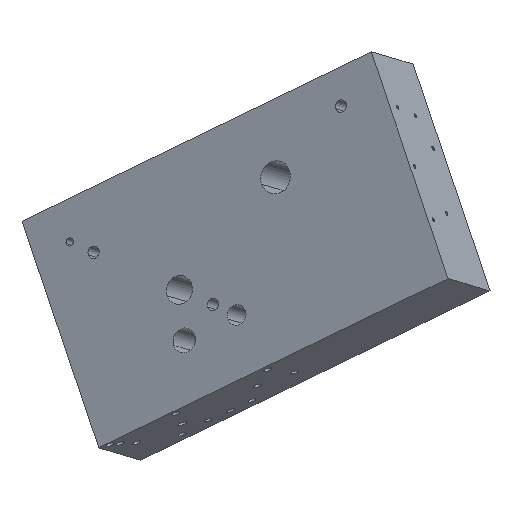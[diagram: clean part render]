
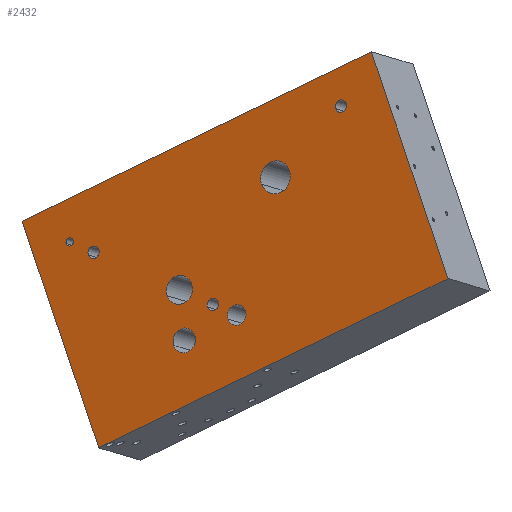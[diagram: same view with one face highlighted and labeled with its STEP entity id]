
A CAD part, front view. The second image highlights one B-rep face of the part: STEP entity #2432.
In plain terms, the highlighted face is planar.
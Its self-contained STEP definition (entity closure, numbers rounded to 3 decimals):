
#1=DIRECTION('',(1.,0.,0.));
#2=VECTOR('',#1,100.);
#3=CARTESIAN_POINT('',(0.,0.,0.));
#4=LINE('',#3,#2);
#5=DIRECTION('',(0.,0.,-1.));
#6=VECTOR('',#5,60.);
#7=CARTESIAN_POINT('',(100.,0.,0.));
#8=LINE('',#7,#6);
#9=DIRECTION('',(-1.,0.,0.));
#10=VECTOR('',#9,100.);
#11=CARTESIAN_POINT('',(100.,0.,-60.));
#12=LINE('',#11,#10);
#13=DIRECTION('',(0.,0.,1.));
#14=VECTOR('',#13,60.);
#15=CARTESIAN_POINT('',(0.,0.,-60.));
#16=LINE('',#15,#14);
#17=CARTESIAN_POINT('',(15.,0.,-15.));
#18=DIRECTION('',(0.,1.,0.));
#19=DIRECTION('',(1.,0.,0.));
#20=AXIS2_PLACEMENT_3D('',#17,#18,#19);
#22=CARTESIAN_POINT('',(15.,0.,-15.));
#23=DIRECTION('',(0.,1.,0.));
#24=DIRECTION('',(-1.,0.,0.));
#25=AXIS2_PLACEMENT_3D('',#22,#23,#24);
#27=CARTESIAN_POINT('',(10.,0.,-10.));
#28=DIRECTION('',(0.,1.,0.));
#29=DIRECTION('',(1.,0.,0.));
#30=AXIS2_PLACEMENT_3D('',#27,#28,#29);
#32=CARTESIAN_POINT('',(10.,0.,-10.));
#33=DIRECTION('',(0.,1.,0.));
#34=DIRECTION('',(-1.,0.,0.));
#35=AXIS2_PLACEMENT_3D('',#32,#33,#34);
#37=CARTESIAN_POINT('',(30.,0.,-45.));
#38=DIRECTION('',(0.,1.,0.));
#39=DIRECTION('',(1.,0.,0.));
#40=AXIS2_PLACEMENT_3D('',#37,#38,#39);
#42=CARTESIAN_POINT('',(30.,0.,-45.));
#43=DIRECTION('',(0.,1.,0.));
#44=DIRECTION('',(-1.,0.,0.));
#45=AXIS2_PLACEMENT_3D('',#42,#43,#44);
#47=CARTESIAN_POINT('',(33.,0.,-33.));
#48=DIRECTION('',(0.,1.,0.));
#49=DIRECTION('',(1.,0.,0.));
#50=AXIS2_PLACEMENT_3D('',#47,#48,#49);
#52=CARTESIAN_POINT('',(33.,0.,-33.));
#53=DIRECTION('',(0.,1.,0.));
#54=DIRECTION('',(-1.,0.,0.));
#55=AXIS2_PLACEMENT_3D('',#52,#53,#54);
#57=CARTESIAN_POINT('',(45.,0.,-45.));
#58=DIRECTION('',(0.,1.,0.));
#59=DIRECTION('',(1.,0.,0.));
#60=AXIS2_PLACEMENT_3D('',#57,#58,#59);
#62=CARTESIAN_POINT('',(45.,0.,-45.));
#63=DIRECTION('',(0.,1.,0.));
#64=DIRECTION('',(-1.,0.,0.));
#65=AXIS2_PLACEMENT_3D('',#62,#63,#64);
#67=CARTESIAN_POINT('',(88.,0.,-9.));
#68=DIRECTION('',(0.,1.,0.));
#69=DIRECTION('',(1.,0.,0.));
#70=AXIS2_PLACEMENT_3D('',#67,#68,#69);
#72=CARTESIAN_POINT('',(88.,0.,-9.));
#73=DIRECTION('',(0.,1.,0.));
#74=DIRECTION('',(-1.,0.,0.));
#75=AXIS2_PLACEMENT_3D('',#72,#73,#74);
#77=CARTESIAN_POINT('',(40.,0.,-40.));
#78=DIRECTION('',(0.,1.,0.));
#79=DIRECTION('',(1.,0.,0.));
#80=AXIS2_PLACEMENT_3D('',#77,#78,#79);
#82=CARTESIAN_POINT('',(40.,0.,-40.));
#83=DIRECTION('',(0.,1.,0.));
#84=DIRECTION('',(-1.,0.,0.));
#85=AXIS2_PLACEMENT_3D('',#82,#83,#84);
#87=CARTESIAN_POINT('',(66.,0.,-18.));
#88=DIRECTION('',(0.,1.,0.));
#89=DIRECTION('',(1.,0.,0.));
#90=AXIS2_PLACEMENT_3D('',#87,#88,#89);
#92=CARTESIAN_POINT('',(66.,0.,-18.));
#93=DIRECTION('',(0.,1.,0.));
#94=DIRECTION('',(-1.,0.,0.));
#95=AXIS2_PLACEMENT_3D('',#92,#93,#94);
#1841=CARTESIAN_POINT('',(0.,0.,0.));
#1842=CARTESIAN_POINT('',(100.,0.,0.));
#1843=VERTEX_POINT('',#1841);
#1844=VERTEX_POINT('',#1842);
#1845=CARTESIAN_POINT('',(100.,0.,-60.));
#1846=VERTEX_POINT('',#1845);
#1847=CARTESIAN_POINT('',(0.,0.,-60.));
#1848=VERTEX_POINT('',#1847);
#1857=CARTESIAN_POINT('',(16.5,0.,-15.));
#1858=CARTESIAN_POINT('',(13.5,0.,-15.));
#1859=VERTEX_POINT('',#1857);
#1860=VERTEX_POINT('',#1858);
#1873=CARTESIAN_POINT('',(11.,0.,-10.));
#1874=CARTESIAN_POINT('',(9.,0.,-10.));
#1875=VERTEX_POINT('',#1873);
#1876=VERTEX_POINT('',#1874);
#1881=CARTESIAN_POINT('',(33.,0.,-45.));
#1882=CARTESIAN_POINT('',(27.,0.,-45.));
#1883=VERTEX_POINT('',#1881);
#1884=VERTEX_POINT('',#1882);
#1889=CARTESIAN_POINT('',(36.5,0.,-33.));
#1890=CARTESIAN_POINT('',(29.5,0.,-33.));
#1891=VERTEX_POINT('',#1889);
#1892=VERTEX_POINT('',#1890);
#1897=CARTESIAN_POINT('',(47.5,0.,-45.));
#1898=CARTESIAN_POINT('',(42.5,0.,-45.));
#1899=VERTEX_POINT('',#1897);
#1900=VERTEX_POINT('',#1898);
#1905=CARTESIAN_POINT('',(89.5,0.,-9.));
#1906=CARTESIAN_POINT('',(86.5,0.,-9.));
#1907=VERTEX_POINT('',#1905);
#1908=VERTEX_POINT('',#1906);
#1913=CARTESIAN_POINT('',(41.5,0.,-40.));
#1914=CARTESIAN_POINT('',(38.5,0.,-40.));
#1915=VERTEX_POINT('',#1913);
#1916=VERTEX_POINT('',#1914);
#1921=CARTESIAN_POINT('',(70.,0.,-18.));
#1922=CARTESIAN_POINT('',(62.,0.,-18.));
#1923=VERTEX_POINT('',#1921);
#1924=VERTEX_POINT('',#1922);
#2369=CARTESIAN_POINT('',(0.,0.,0.));
#2370=DIRECTION('',(0.,1.,0.));
#2371=DIRECTION('',(1.,0.,0.));
#2372=AXIS2_PLACEMENT_3D('',#2369,#2370,#2371);
#2373=PLANE('',#2372);
#2375=ORIENTED_EDGE('',*,*,#2374,.T.);
#2377=ORIENTED_EDGE('',*,*,#2376,.T.);
#2379=ORIENTED_EDGE('',*,*,#2378,.T.);
#2381=ORIENTED_EDGE('',*,*,#2380,.T.);
#2382=EDGE_LOOP('',(#2375,#2377,#2379,#2381));
#2383=FACE_OUTER_BOUND('',#2382,.F.);
#2385=ORIENTED_EDGE('',*,*,#2384,.F.);
#2387=ORIENTED_EDGE('',*,*,#2386,.F.);
#2388=EDGE_LOOP('',(#2385,#2387));
#2389=FACE_BOUND('',#2388,.F.);
#2391=ORIENTED_EDGE('',*,*,#2390,.F.);
#2393=ORIENTED_EDGE('',*,*,#2392,.F.);
#2394=EDGE_LOOP('',(#2391,#2393));
#2395=FACE_BOUND('',#2394,.F.);
#2397=ORIENTED_EDGE('',*,*,#2396,.F.);
#2399=ORIENTED_EDGE('',*,*,#2398,.F.);
#2400=EDGE_LOOP('',(#2397,#2399));
#2401=FACE_BOUND('',#2400,.F.);
#2403=ORIENTED_EDGE('',*,*,#2402,.F.);
#2405=ORIENTED_EDGE('',*,*,#2404,.F.);
#2406=EDGE_LOOP('',(#2403,#2405));
#2407=FACE_BOUND('',#2406,.F.);
#2409=ORIENTED_EDGE('',*,*,#2408,.F.);
#2411=ORIENTED_EDGE('',*,*,#2410,.F.);
#2412=EDGE_LOOP('',(#2409,#2411));
#2413=FACE_BOUND('',#2412,.F.);
#2415=ORIENTED_EDGE('',*,*,#2414,.F.);
#2417=ORIENTED_EDGE('',*,*,#2416,.F.);
#2418=EDGE_LOOP('',(#2415,#2417));
#2419=FACE_BOUND('',#2418,.F.);
#2421=ORIENTED_EDGE('',*,*,#2420,.F.);
#2423=ORIENTED_EDGE('',*,*,#2422,.F.);
#2424=EDGE_LOOP('',(#2421,#2423));
#2425=FACE_BOUND('',#2424,.F.);
#2427=ORIENTED_EDGE('',*,*,#2426,.F.);
#2429=ORIENTED_EDGE('',*,*,#2428,.F.);
#2430=EDGE_LOOP('',(#2427,#2429));
#2431=FACE_BOUND('',#2430,.F.);
#2432=ADVANCED_FACE('',(#2383,#2389,#2395,#2401,#2407,#2413,#2419,#2425,#2431),
#2373,.F.);
#21=CIRCLE('',#20,1.5);
#26=CIRCLE('',#25,1.5);
#31=CIRCLE('',#30,1.);
#36=CIRCLE('',#35,1.);
#41=CIRCLE('',#40,3.);
#46=CIRCLE('',#45,3.);
#51=CIRCLE('',#50,3.5);
#56=CIRCLE('',#55,3.5);
#61=CIRCLE('',#60,2.5);
#66=CIRCLE('',#65,2.5);
#71=CIRCLE('',#70,1.5);
#76=CIRCLE('',#75,1.5);
#81=CIRCLE('',#80,1.5);
#86=CIRCLE('',#85,1.5);
#91=CIRCLE('',#90,4.);
#96=CIRCLE('',#95,4.);
#2374=EDGE_CURVE('',#1843,#1844,#4,.T.);
#2376=EDGE_CURVE('',#1844,#1846,#8,.T.);
#2378=EDGE_CURVE('',#1846,#1848,#12,.T.);
#2380=EDGE_CURVE('',#1848,#1843,#16,.T.);
#2384=EDGE_CURVE('',#1859,#1860,#21,.T.);
#2386=EDGE_CURVE('',#1860,#1859,#26,.T.);
#2390=EDGE_CURVE('',#1875,#1876,#31,.T.);
#2392=EDGE_CURVE('',#1876,#1875,#36,.T.);
#2396=EDGE_CURVE('',#1883,#1884,#41,.T.);
#2398=EDGE_CURVE('',#1884,#1883,#46,.T.);
#2402=EDGE_CURVE('',#1891,#1892,#51,.T.);
#2404=EDGE_CURVE('',#1892,#1891,#56,.T.);
#2408=EDGE_CURVE('',#1899,#1900,#61,.T.);
#2410=EDGE_CURVE('',#1900,#1899,#66,.T.);
#2414=EDGE_CURVE('',#1907,#1908,#71,.T.);
#2416=EDGE_CURVE('',#1908,#1907,#76,.T.);
#2420=EDGE_CURVE('',#1915,#1916,#81,.T.);
#2422=EDGE_CURVE('',#1916,#1915,#86,.T.);
#2426=EDGE_CURVE('',#1923,#1924,#91,.T.);
#2428=EDGE_CURVE('',#1924,#1923,#96,.T.);
